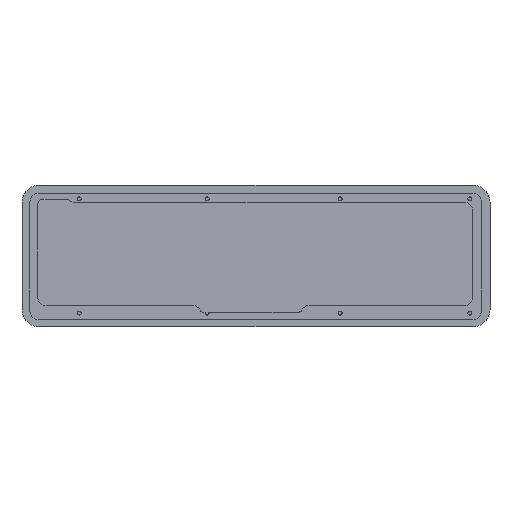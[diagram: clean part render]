
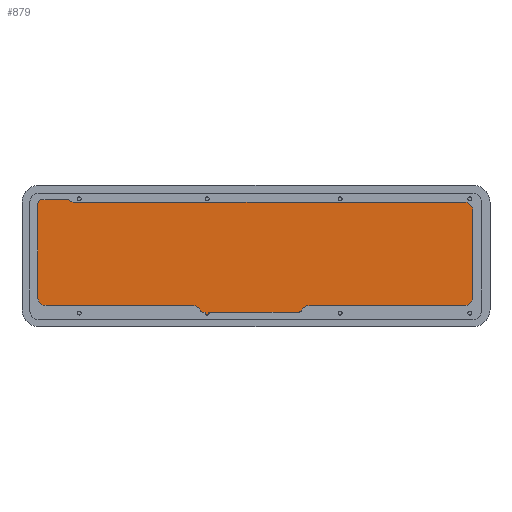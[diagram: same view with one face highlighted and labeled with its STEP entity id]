
A CAD part, top view. The second image highlights one B-rep face of the part: STEP entity #879.
In plain terms, the highlighted planar face has unit normal (0, 0, 1).
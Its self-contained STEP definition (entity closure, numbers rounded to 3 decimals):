
#42=CIRCLE('',#955,1.35);
#45=CIRCLE('',#961,3.);
#47=CIRCLE('',#964,6.);
#53=CIRCLE('',#973,3.);
#69=CIRCLE('',#992,3.);
#70=CIRCLE('',#993,6.);
#71=CIRCLE('',#994,6.);
#72=CIRCLE('',#995,6.);
#73=CIRCLE('',#996,6.);
#74=CIRCLE('',#997,3.);
#75=CIRCLE('',#998,6.);
#127=FACE_OUTER_BOUND('',#189,.T.);
#189=EDGE_LOOP('',(#700,#701,#702,#703,#704,#705,#706,#707,#708,#709,#710,
#711,#712,#713,#714,#715,#716,#717,#718));
#239=LINE('',#1410,#313);
#248=LINE('',#1445,#322);
#254=LINE('',#1462,#328);
#261=LINE('',#1503,#335);
#262=LINE('',#1509,#336);
#263=LINE('',#1513,#337);
#264=LINE('',#1517,#338);
#265=LINE('',#1522,#339);
#313=VECTOR('',#1128,10.);
#322=VECTOR('',#1161,10.);
#328=VECTOR('',#1175,10.);
#335=VECTOR('',#1214,10.);
#336=VECTOR('',#1219,10.);
#337=VECTOR('',#1222,10.);
#338=VECTOR('',#1225,10.);
#339=VECTOR('',#1230,10.);
#395=VERTEX_POINT('',#1397);
#396=VERTEX_POINT('',#1398);
#400=VERTEX_POINT('',#1409);
#402=VERTEX_POINT('',#1415);
#404=VERTEX_POINT('',#1421);
#414=VERTEX_POINT('',#1444);
#416=VERTEX_POINT('',#1450);
#417=VERTEX_POINT('',#1451);
#421=VERTEX_POINT('',#1461);
#439=VERTEX_POINT('',#1502);
#440=VERTEX_POINT('',#1504);
#441=VERTEX_POINT('',#1506);
#442=VERTEX_POINT('',#1508);
#443=VERTEX_POINT('',#1510);
#444=VERTEX_POINT('',#1512);
#445=VERTEX_POINT('',#1514);
#446=VERTEX_POINT('',#1516);
#447=VERTEX_POINT('',#1518);
#448=VERTEX_POINT('',#1521);
#487=EDGE_CURVE('',#395,#396,#42,.T.);
#492=EDGE_CURVE('',#396,#400,#239,.T.);
#495=EDGE_CURVE('',#400,#402,#45,.T.);
#498=EDGE_CURVE('',#402,#404,#47,.T.);
#509=EDGE_CURVE('',#414,#404,#248,.T.);
#512=EDGE_CURVE('',#416,#417,#53,.T.);
#517=EDGE_CURVE('',#421,#417,#254,.T.);
#538=EDGE_CURVE('',#439,#395,#261,.T.);
#539=EDGE_CURVE('',#440,#439,#69,.T.);
#540=EDGE_CURVE('',#441,#440,#70,.T.);
#541=EDGE_CURVE('',#442,#441,#262,.T.);
#542=EDGE_CURVE('',#443,#442,#71,.T.);
#543=EDGE_CURVE('',#444,#443,#263,.T.);
#544=EDGE_CURVE('',#445,#444,#72,.T.);
#545=EDGE_CURVE('',#446,#445,#264,.T.);
#546=EDGE_CURVE('',#447,#446,#73,.T.);
#547=EDGE_CURVE('',#421,#447,#74,.T.);
#548=EDGE_CURVE('',#448,#416,#265,.T.);
#549=EDGE_CURVE('',#414,#448,#75,.T.);
#700=ORIENTED_EDGE('',*,*,#538,.F.);
#701=ORIENTED_EDGE('',*,*,#539,.F.);
#702=ORIENTED_EDGE('',*,*,#540,.F.);
#703=ORIENTED_EDGE('',*,*,#541,.F.);
#704=ORIENTED_EDGE('',*,*,#542,.F.);
#705=ORIENTED_EDGE('',*,*,#543,.F.);
#706=ORIENTED_EDGE('',*,*,#544,.F.);
#707=ORIENTED_EDGE('',*,*,#545,.F.);
#708=ORIENTED_EDGE('',*,*,#546,.F.);
#709=ORIENTED_EDGE('',*,*,#547,.F.);
#710=ORIENTED_EDGE('',*,*,#517,.T.);
#711=ORIENTED_EDGE('',*,*,#512,.F.);
#712=ORIENTED_EDGE('',*,*,#548,.F.);
#713=ORIENTED_EDGE('',*,*,#549,.F.);
#714=ORIENTED_EDGE('',*,*,#509,.T.);
#715=ORIENTED_EDGE('',*,*,#498,.F.);
#716=ORIENTED_EDGE('',*,*,#495,.F.);
#717=ORIENTED_EDGE('',*,*,#492,.F.);
#718=ORIENTED_EDGE('',*,*,#487,.F.);
#844=PLANE('',#991);
#879=ADVANCED_FACE('',(#127),#844,.F.);
#955=AXIS2_PLACEMENT_3D('',#1399,#1116,#1117);
#961=AXIS2_PLACEMENT_3D('',#1416,#1133,#1134);
#964=AXIS2_PLACEMENT_3D('',#1422,#1140,#1141);
#973=AXIS2_PLACEMENT_3D('',#1452,#1166,#1167);
#991=AXIS2_PLACEMENT_3D('',#1501,#1212,#1213);
#992=AXIS2_PLACEMENT_3D('',#1505,#1215,#1216);
#993=AXIS2_PLACEMENT_3D('',#1507,#1217,#1218);
#994=AXIS2_PLACEMENT_3D('',#1511,#1220,#1221);
#995=AXIS2_PLACEMENT_3D('',#1515,#1223,#1224);
#996=AXIS2_PLACEMENT_3D('',#1519,#1226,#1227);
#997=AXIS2_PLACEMENT_3D('',#1520,#1228,#1229);
#998=AXIS2_PLACEMENT_3D('',#1523,#1231,#1232);
#1116=DIRECTION('center_axis',(0.,0.,-1.));
#1117=DIRECTION('ref_axis',(0.87,0.494,0.));
#1128=DIRECTION('',(-1.,0.,0.));
#1133=DIRECTION('center_axis',(0.,0.,-1.));
#1134=DIRECTION('ref_axis',(0.,-1.,0.));
#1140=DIRECTION('center_axis',(0.,0.,1.));
#1141=DIRECTION('ref_axis',(0.,1.,0.));
#1161=DIRECTION('',(1.,0.,0.));
#1166=DIRECTION('center_axis',(0.,0.,-1.));
#1167=DIRECTION('ref_axis',(-1.,0.,0.));
#1175=DIRECTION('',(-1.,0.,0.));
#1212=DIRECTION('center_axis',(0.,0.,-1.));
#1213=DIRECTION('ref_axis',(1.,0.,0.));
#1214=DIRECTION('',(-1.,0.,0.));
#1215=DIRECTION('center_axis',(0.,0.,-1.));
#1216=DIRECTION('ref_axis',(0.882,-0.471,0.));
#1217=DIRECTION('center_axis',(0.,0.,1.));
#1218=DIRECTION('ref_axis',(-0.882,0.471,0.));
#1219=DIRECTION('',(-1.,0.,0.));
#1220=DIRECTION('center_axis',(0.,0.,-1.));
#1221=DIRECTION('ref_axis',(1.,0.,0.));
#1222=DIRECTION('',(0.,-1.,0.));
#1223=DIRECTION('center_axis',(0.,0.,-1.));
#1224=DIRECTION('ref_axis',(0.,1.,0.));
#1225=DIRECTION('',(1.,0.,0.));
#1226=DIRECTION('center_axis',(0.,0.,1.));
#1227=DIRECTION('ref_axis',(0.,-1.,0.));
#1228=DIRECTION('center_axis',(0.,0.,-1.));
#1229=DIRECTION('ref_axis',(0.,1.,0.));
#1230=DIRECTION('',(0.,1.,0.));
#1231=DIRECTION('center_axis',(0.,0.,-1.));
#1232=DIRECTION('ref_axis',(0.,-1.,0.));
#1397=CARTESIAN_POINT('',(380.984,-268.415,0.));
#1398=CARTESIAN_POINT('',(378.635,-268.415,0.));
#1399=CARTESIAN_POINT('Origin',(379.809,-269.081,0.));
#1409=CARTESIAN_POINT('',(377.434,-268.415,0.));
#1410=CARTESIAN_POINT('',(414.735,-268.415,0.));
#1415=CARTESIAN_POINT('',(374.788,-266.828,0.));
#1416=CARTESIAN_POINT('Origin',(377.434,-265.415,0.));
#1421=CARTESIAN_POINT('',(369.495,-263.653,0.));
#1422=CARTESIAN_POINT('Origin',(369.495,-269.653,0.));
#1444=CARTESIAN_POINT('',(265.89,-263.653,0.));
#1445=CARTESIAN_POINT('',(340.114,-263.653,0.));
#1450=CARTESIAN_POINT('',(259.89,-191.77,0.));
#1451=CARTESIAN_POINT('',(262.89,-188.77,0.));
#1452=CARTESIAN_POINT('Origin',(262.89,-191.77,0.));
#1461=CARTESIAN_POINT('',(280.67,-188.77,0.));
#1462=CARTESIAN_POINT('',(347.504,-188.77,0.));
#1501=CARTESIAN_POINT('Origin',(414.338,-228.6,0.));
#1502=CARTESIAN_POINT('',(444.097,-268.415,0.));
#1503=CARTESIAN_POINT('',(416.51,-268.415,0.));
#1504=CARTESIAN_POINT('',(446.743,-266.828,0.));
#1505=CARTESIAN_POINT('Origin',(444.097,-265.415,0.));
#1506=CARTESIAN_POINT('',(452.037,-263.653,0.));
#1507=CARTESIAN_POINT('Origin',(452.037,-269.653,0.));
#1508=CARTESIAN_POINT('',(561.881,-263.653,0.));
#1509=CARTESIAN_POINT('',(369.853,-263.653,0.));
#1510=CARTESIAN_POINT('',(567.881,-257.653,0.));
#1511=CARTESIAN_POINT('Origin',(561.881,-257.653,0.));
#1512=CARTESIAN_POINT('',(567.881,-196.5,0.));
#1513=CARTESIAN_POINT('',(567.881,-224.077,0.));
#1514=CARTESIAN_POINT('',(561.881,-190.5,0.));
#1515=CARTESIAN_POINT('Origin',(561.881,-196.5,0.));
#1516=CARTESIAN_POINT('',(285.975,-190.5,0.));
#1517=CARTESIAN_POINT('',(421.276,-190.5,0.));
#1518=CARTESIAN_POINT('',(282.438,-189.347,0.));
#1519=CARTESIAN_POINT('Origin',(285.975,-184.5,0.));
#1520=CARTESIAN_POINT('Origin',(280.67,-191.77,0.));
#1521=CARTESIAN_POINT('',(259.89,-257.653,0.));
#1522=CARTESIAN_POINT('',(259.89,-227.31,0.));
#1523=CARTESIAN_POINT('Origin',(265.89,-257.653,0.));
